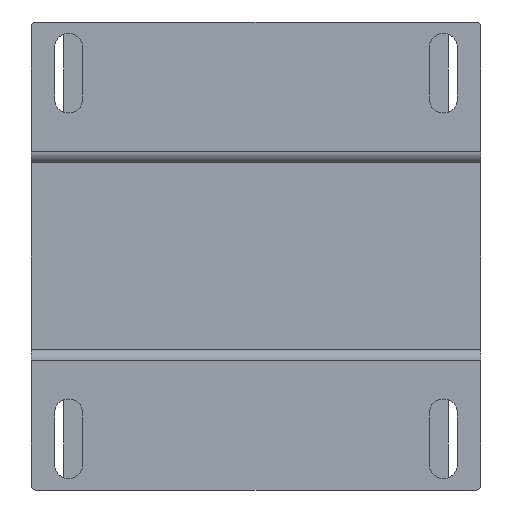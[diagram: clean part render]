
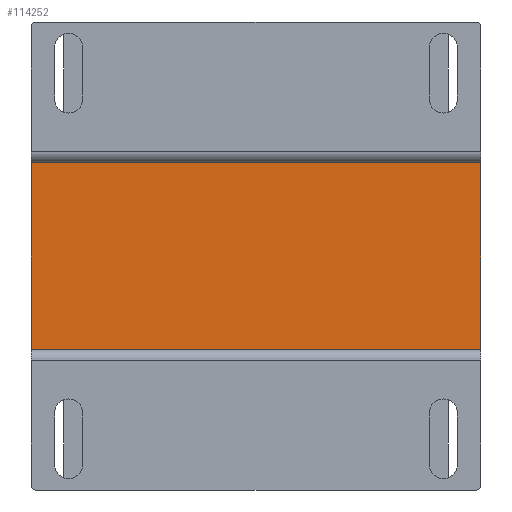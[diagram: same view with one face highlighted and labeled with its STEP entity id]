
A CAD part, front view. The second image highlights one B-rep face of the part: STEP entity #114252.
In plain terms, the highlighted planar face has unit normal (0, -1, 0).
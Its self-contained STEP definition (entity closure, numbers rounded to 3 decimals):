
#688 = DIRECTION ( 'NONE',  ( 0., 0., 1. ) ) ;
#13037 = VERTEX_POINT ( 'NONE', #128466 ) ;
#13347 = VECTOR ( 'NONE', #65759, 1000. ) ;
#22892 = LINE ( 'NONE', #53833, #86218 ) ;
#26747 = DIRECTION ( 'NONE',  ( 0., 0., -1. ) ) ;
#27991 = EDGE_CURVE ( 'NONE', #136862, #37498, #43609, .T. ) ;
#37498 = VERTEX_POINT ( 'NONE', #47882 ) ;
#43108 = ORIENTED_EDGE ( 'NONE', *, *, #27991, .F. ) ;
#43445 = FACE_OUTER_BOUND ( 'NONE', #106068, .T. ) ;
#43609 = LINE ( 'NONE', #67970, #13347 ) ;
#44908 = ORIENTED_EDGE ( 'NONE', *, *, #90826, .T. ) ;
#45687 = CARTESIAN_POINT ( 'NONE',  ( 0., -80., 0. ) ) ;
#47882 = CARTESIAN_POINT ( 'NONE',  ( 96., -80., 39.878 ) ) ;
#47926 = VERTEX_POINT ( 'NONE', #91872 ) ;
#53187 = VECTOR ( 'NONE', #112796, 1000. ) ;
#53833 = CARTESIAN_POINT ( 'NONE',  ( 96., -80., 39.878 ) ) ;
#56733 = DIRECTION ( 'NONE',  ( 0., 1., 0. ) ) ;
#65759 = DIRECTION ( 'NONE',  ( 1., 0., 0. ) ) ;
#66160 = EDGE_CURVE ( 'NONE', #13037, #47926, #67842, .T. ) ;
#67842 = LINE ( 'NONE', #45687, #53187 ) ;
#67970 = CARTESIAN_POINT ( 'NONE',  ( 0., -80., 39.878 ) ) ;
#86218 = VECTOR ( 'NONE', #133431, 1000. ) ;
#87873 = ORIENTED_EDGE ( 'NONE', *, *, #145752, .F. ) ;
#90826 = EDGE_CURVE ( 'NONE', #136862, #13037, #100638, .T. ) ;
#91872 = CARTESIAN_POINT ( 'NONE',  ( 96., -80., 0. ) ) ;
#98779 = PLANE ( 'NONE',  #111671 ) ;
#100638 = LINE ( 'NONE', #104829, #134465 ) ;
#104829 = CARTESIAN_POINT ( 'NONE',  ( 0., -80., 39.878 ) ) ;
#106068 = EDGE_LOOP ( 'NONE', ( #122890, #87873, #43108, #44908 ) ) ;
#111671 = AXIS2_PLACEMENT_3D ( 'NONE', #123076, #56733, #688 ) ;
#112796 = DIRECTION ( 'NONE',  ( 1., 0., 0. ) ) ;
#114252 = ADVANCED_FACE ( 'NONE', ( #43445 ), #98779, .F. ) ;
#122890 = ORIENTED_EDGE ( 'NONE', *, *, #66160, .T. ) ;
#123076 = CARTESIAN_POINT ( 'NONE',  ( 0., -80., 39.878 ) ) ;
#128466 = CARTESIAN_POINT ( 'NONE',  ( 0., -80., 0. ) ) ;
#132923 = CARTESIAN_POINT ( 'NONE',  ( 0., -80., 39.878 ) ) ;
#133431 = DIRECTION ( 'NONE',  ( 0., 0., -1. ) ) ;
#134465 = VECTOR ( 'NONE', #26747, 1000. ) ;
#136862 = VERTEX_POINT ( 'NONE', #132923 ) ;
#145752 = EDGE_CURVE ( 'NONE', #37498, #47926, #22892, .T. ) ;
